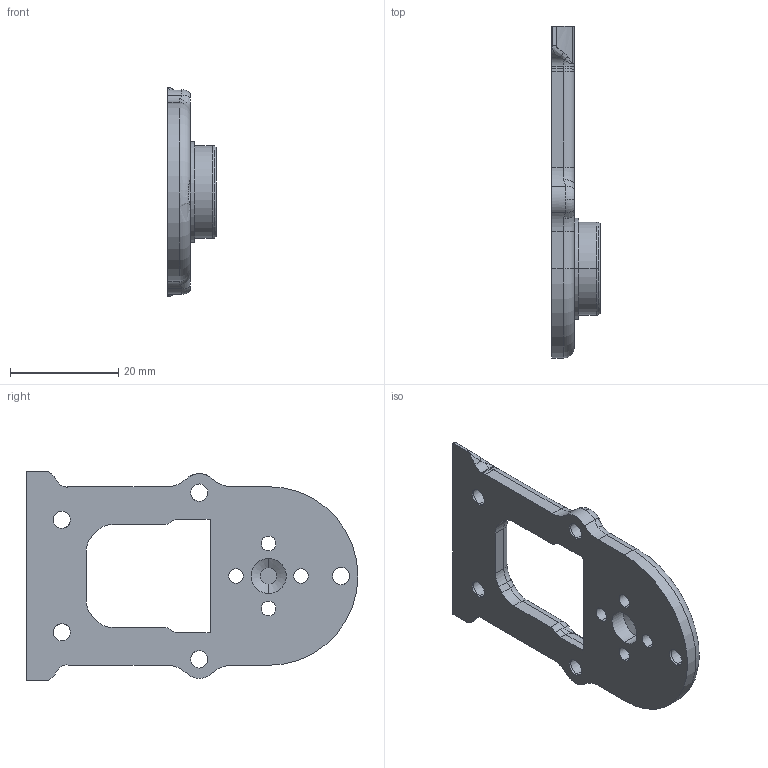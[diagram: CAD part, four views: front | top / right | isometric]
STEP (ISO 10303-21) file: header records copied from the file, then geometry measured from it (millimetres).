
FILE_DESCRIPTION (( 'STEP AP214' ), '1' );
FILE_NAME ('SAM_case1_lid.STEP', '2025-01-01T01:44:50', ( '' ), ( '' ), 'SwSTEP 2.0', 'SolidWorks 2023', '' );
FILE_SCHEMA (( 'AUTOMOTIVE_DESIGN' ));
Length unit declared in the file: millimetre
Products named in the file (1): SAM_case1_lid
Bounding box: 9 x 61.3 x 38.64 mm (x, y, z)
Volume: 6738.3 mm3; surface area: 4621.3 mm2
Topology: 1 solids, 1 shells, 171 faces, 423 edges, 252 vertices
Faces by surface type: cylinder 71, bspline 29, torus 23, cone 23, plane 23, sphere 2
Entity records: 7075 total; most frequent: CARTESIAN_POINT 3094, ORIENTED_EDGE 846, DIRECTION 837, EDGE_CURVE 423, AXIS2_PLACEMENT_3D 347, VERTEX_POINT 252, CIRCLE 204, EDGE_LOOP 189
